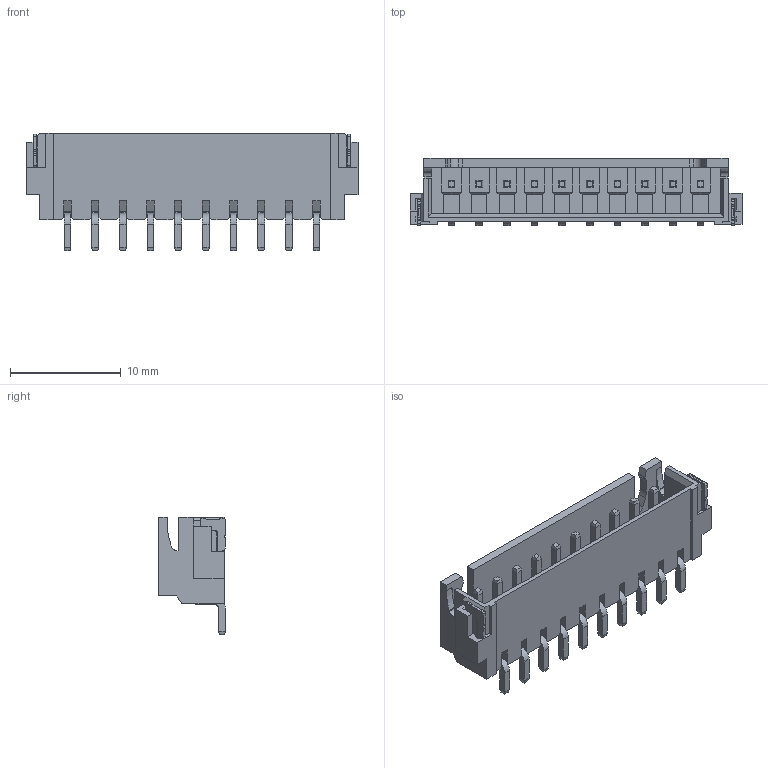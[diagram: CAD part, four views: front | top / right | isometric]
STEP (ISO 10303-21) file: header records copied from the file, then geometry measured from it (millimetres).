
FILE_DESCRIPTION((''),'2;1');
FILE_NAME('250-WTB-M-RA-SMT-CONN-8P','2020-07-05T',('Administrator'),(''),'PRO/ENGINEER BY PARAMETRIC TECHNOLOGY CORPORATION, 2009440','PRO/ENGINEER BY PARAMETRIC TECHNOLOGY CORPORATION, 2009440','');
FILE_SCHEMA(('CONFIG_CONTROL_DESIGN'));
Length unit declared in the file: millimetre
Products named in the file (1): 250-WTB-M-RA-SMT-CONN-8P
Bounding box: 30 x 6.05 x 10.6 mm (x, y, z)
Volume: 579.9 mm3; surface area: 1578.6 mm2
Topology: 1 solids, 1 shells, 652 faces, 1753 edges, 1116 vertices
Faces by surface type: plane 558, cylinder 94
Entity records: 20011 total; most frequent: CARTESIAN_POINT 3541, ORIENTED_EDGE 3506, DIRECTION 3241, EDGE_CURVE 1753, VECTOR 1553, LINE 1553, VERTEX_POINT 1116, AXIS2_PLACEMENT_3D 844
